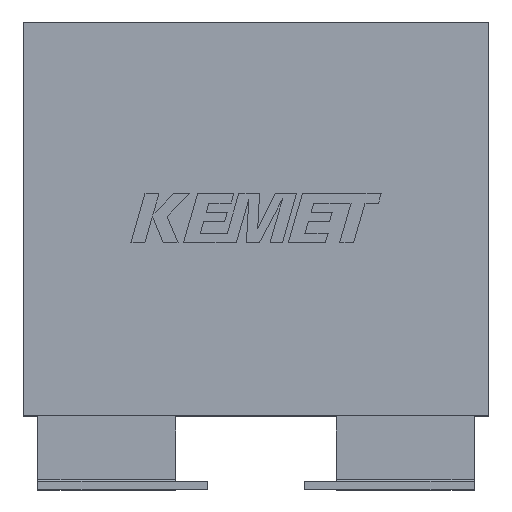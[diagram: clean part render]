
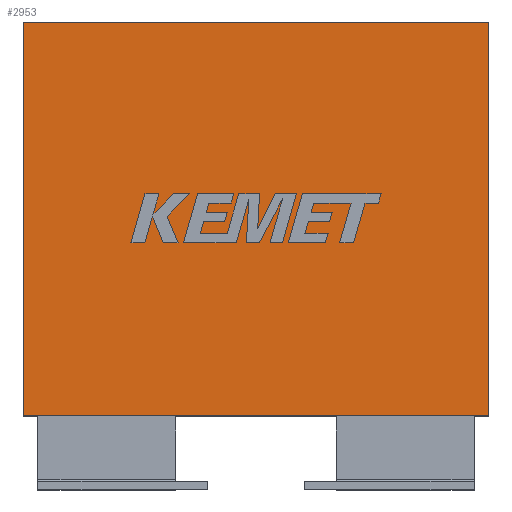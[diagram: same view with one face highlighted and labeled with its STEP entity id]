
A CAD part, top view. The second image highlights one B-rep face of the part: STEP entity #2953.
In plain terms, the highlighted planar face has unit normal (0, 0, 1).
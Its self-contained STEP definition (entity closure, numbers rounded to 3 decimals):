
#13 = VERTEX_POINT ( 'NONE', #2024 ) ;
#104 = AXIS2_PLACEMENT_3D ( 'NONE', #1239, #1491, #178 ) ;
#137 = DIRECTION ( 'NONE',  ( -1., 0., 0. ) ) ;
#146 = ORIENTED_EDGE ( 'NONE', *, *, #1699, .T. ) ;
#178 = DIRECTION ( 'NONE',  ( -1., 0., 0. ) ) ;
#261 = CARTESIAN_POINT ( 'NONE',  ( 44., 37.2, 28.4 ) ) ;
#416 = ORIENTED_EDGE ( 'NONE', *, *, #3297, .T. ) ;
#435 = CARTESIAN_POINT ( 'NONE',  ( 0., 0., 28.4 ) ) ;
#444 = CARTESIAN_POINT ( 'NONE',  ( 0., 0., 28.4 ) ) ;
#455 = ORIENTED_EDGE ( 'NONE', *, *, #864, .T. ) ;
#466 = LINE ( 'NONE', #2974, #2737 ) ;
#500 = EDGE_CURVE ( 'NONE', #13, #1956, #2153, .T. ) ;
#608 = DIRECTION ( 'NONE',  ( 0., 1., 0. ) ) ;
#693 = DIRECTION ( 'NONE',  ( 0., -1., 0. ) ) ;
#699 = PLANE ( 'NONE',  #104 ) ;
#821 = VECTOR ( 'NONE', #137, 1000. ) ;
#864 = EDGE_CURVE ( 'NONE', #3313, #3226, #466, .T. ) ;
#942 = CARTESIAN_POINT ( 'NONE',  ( 0., 37.2, 28.4 ) ) ;
#1112 = VECTOR ( 'NONE', #1478, 1000. ) ;
#1239 = CARTESIAN_POINT ( 'NONE',  ( 0., 0., 28.4 ) ) ;
#1430 = VECTOR ( 'NONE', #693, 1000. ) ;
#1478 = DIRECTION ( 'NONE',  ( 1., 0., 0. ) ) ;
#1491 = DIRECTION ( 'NONE',  ( 0., 0., -1. ) ) ;
#1699 = EDGE_CURVE ( 'NONE', #1956, #3313, #1840, .T. ) ;
#1840 = LINE ( 'NONE', #444, #1112 ) ;
#1956 = VERTEX_POINT ( 'NONE', #3205 ) ;
#2024 = CARTESIAN_POINT ( 'NONE',  ( 0., 37.2, 28.4 ) ) ;
#2153 = LINE ( 'NONE', #435, #1430 ) ;
#2330 = FACE_OUTER_BOUND ( 'NONE', #2339, .T. ) ;
#2339 = EDGE_LOOP ( 'NONE', ( #3249, #146, #455, #416 ) ) ;
#2737 = VECTOR ( 'NONE', #608, 1000. ) ;
#2851 = CARTESIAN_POINT ( 'NONE',  ( 44., 0., 28.4 ) ) ;
#2918 = LINE ( 'NONE', #942, #821 ) ;
#2953 = ADVANCED_FACE ( 'NONE', ( #2330 ), #699, .F. ) ;
#2974 = CARTESIAN_POINT ( 'NONE',  ( 44., 0., 28.4 ) ) ;
#3205 = CARTESIAN_POINT ( 'NONE',  ( 0., 0., 28.4 ) ) ;
#3226 = VERTEX_POINT ( 'NONE', #261 ) ;
#3249 = ORIENTED_EDGE ( 'NONE', *, *, #500, .T. ) ;
#3297 = EDGE_CURVE ( 'NONE', #3226, #13, #2918, .T. ) ;
#3313 = VERTEX_POINT ( 'NONE', #2851 ) ;
